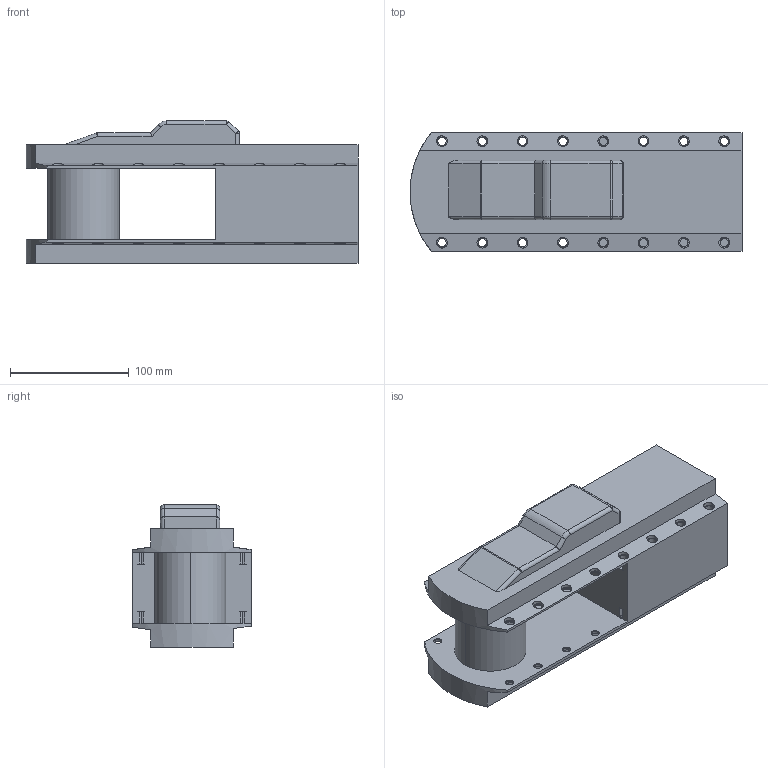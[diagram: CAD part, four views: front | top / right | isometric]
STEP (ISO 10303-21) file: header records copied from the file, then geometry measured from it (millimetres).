
FILE_DESCRIPTION (( 'STEP AP214' ), '1' );
FILE_NAME ('Joint_3_front^industry_robot_arm_3.STEP', '2024-07-02T05:42:06', ( '' ), ( '' ), 'SwSTEP 2.0', 'SolidWorks 2022', '' );
FILE_SCHEMA (( 'AUTOMOTIVE_DESIGN' ));
Length unit declared in the file: millimetre
Products named in the file (1): Joint_3_front^industry_robot_arm_3
Bounding box: 280 x 99.67 x 120 mm (x, y, z)
Volume: 1657008.5 mm3; surface area: 158990 mm2
Topology: 1 solids, 1 shells, 230 faces, 561 edges, 362 vertices
Faces by surface type: cylinder 150, plane 72, sphere 6, torus 2
Entity records: 6915 total; most frequent: CARTESIAN_POINT 1364, DIRECTION 1187, ORIENTED_EDGE 1110, EDGE_CURVE 555, AXIS2_PLACEMENT_3D 473, VERTEX_POINT 362, EDGE_LOOP 321, CIRCLE 242
